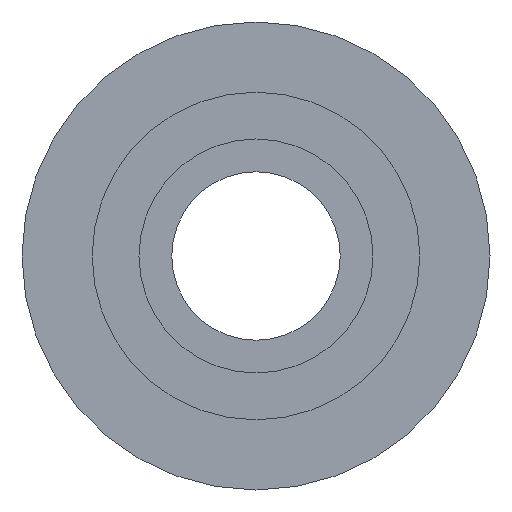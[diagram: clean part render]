
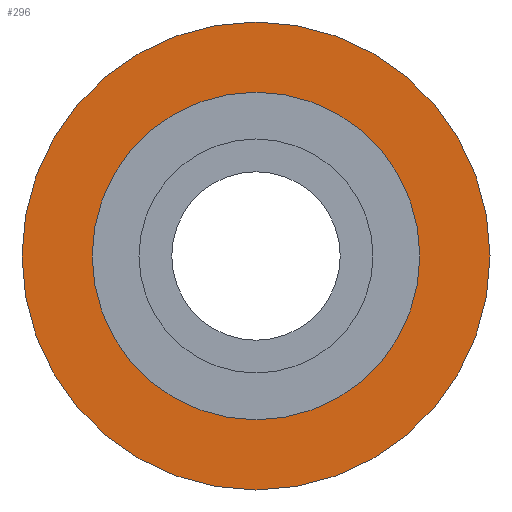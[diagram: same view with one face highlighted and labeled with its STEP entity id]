
A CAD part, left-side view. The second image highlights one B-rep face of the part: STEP entity #296.
In plain terms, the highlighted planar face has unit normal (-1, 0, 0).
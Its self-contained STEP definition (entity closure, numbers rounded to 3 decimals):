
#207=CARTESIAN_POINT('POINT15',(28.448,0.,
   -6.35));
#208=VERTEX_POINT('VERTEX15',#207);
#215=CARTESIAN_POINT('POINT16',(28.448,0.,
   6.35));
#216=VERTEX_POINT('VERTEX16',#215);
#217=CARTESIAN_POINT('POS21',(28.448,0.,0.
   ));
#218=DIRECTION('DIR34',(-1.,0.,0.));
#219=DIRECTION('DIR35',(0.,0.,-1.));
#220=AXIS2_PLACEMENT_3D('AXIS14',#217,#218,#219);
#221=CIRCLE('ELLIPSE8',#220,6.35);
#222=EDGE_CURVE('EDGE22',#216,#208,#221,.T.);
#242=EDGE_CURVE('EDGE24',#208,#216,#221,.T.);
#272=CARTESIAN_POINT('POINT19',(28.448,0.,
   -4.445));
#273=VERTEX_POINT('VERTEX19',#272);
#274=CARTESIAN_POINT('POINT20',(28.448,0.,
   4.445));
#275=VERTEX_POINT('VERTEX20',#274);
#276=CARTESIAN_POINT('POS26',(28.448,0.,0.
   ));
#277=DIRECTION('DIR43',(-1.,0.,0.));
#278=DIRECTION('DIR44',(0.,0.,-1.));
#279=AXIS2_PLACEMENT_3D('AXIS18',#276,#277,#278);
#280=CIRCLE('ELLIPSE10',#279,4.445);
#281=EDGE_CURVE('EDGE27',#273,#275,#280,.T.);
#282=ORIENTED_EDGE('COEDGE49',*,*,#281,.F.);
#283=EDGE_CURVE('EDGE28',#275,#273,#280,.T.);
#284=ORIENTED_EDGE('COEDGE50',*,*,#283,.F.);
#285=EDGE_LOOP('NONE',(#282,#284));
#286=FACE_BOUND('LOOP1',#285,.T.);
#287=ORIENTED_EDGE('COEDGE51',*,*,#242,.T.);
#288=ORIENTED_EDGE('COEDGE52',*,*,#222,.T.);
#289=EDGE_LOOP('NONE',(#287,#288));
#290=FACE_BOUND('LOOP1',#289,.T.);
#291=CARTESIAN_POINT('POS27',(28.448,0.,
   -5.398));
#292=DIRECTION('DIR45',(-1.,0.,0.));
#293=DIRECTION('DIR46',(0.,1.,0.));
#294=AXIS2_PLACEMENT_3D('AXIS19',#291,#292,#293);
#295=PLANE('PLANE5',#294);
#296=ADVANCED_FACE('FACE13',(#286,#290),#295,.T.);
